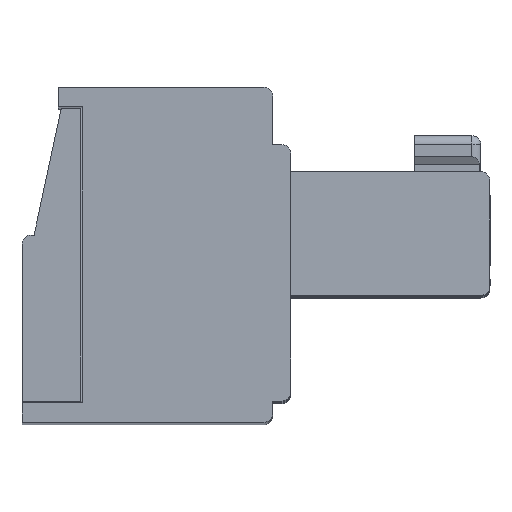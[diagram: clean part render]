
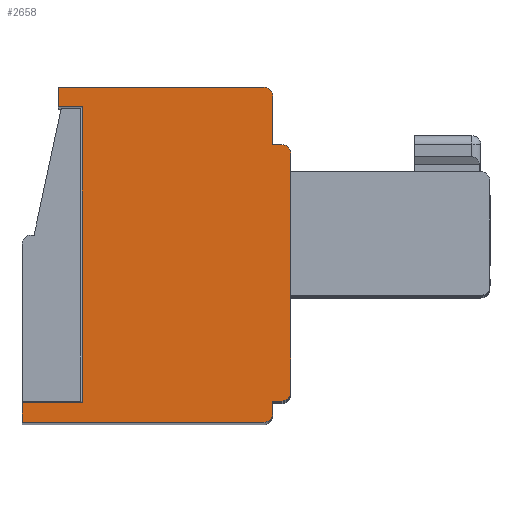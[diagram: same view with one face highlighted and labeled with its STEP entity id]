
A CAD part, top view. The second image highlights one B-rep face of the part: STEP entity #2658.
In plain terms, the highlighted planar face has unit normal (0, 0, 1).
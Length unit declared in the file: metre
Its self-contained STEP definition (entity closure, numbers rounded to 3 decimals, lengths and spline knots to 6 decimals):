
#2658=ADVANCED_FACE('',(#5532),#5533,.F.);
#5532=FACE_OUTER_BOUND('',#8494,.T.);
#5533=PLANE('',#8495);
#8494=EDGE_LOOP('',(#16449,#16450,#16451,#16452,#16453,#16454,#16455,#16456,#16457,#16458,#16459,#16460,#16461,#16462,#16463,#16464));
#8495=AXIS2_PLACEMENT_3D('',#16465,#16466,#16467);
#16449=ORIENTED_EDGE('',*,*,#17999,.F.);
#16450=ORIENTED_EDGE('',*,*,#18008,.T.);
#16451=ORIENTED_EDGE('',*,*,#18105,.T.);
#16452=ORIENTED_EDGE('',*,*,#18012,.T.);
#16453=ORIENTED_EDGE('',*,*,#18102,.T.);
#16454=ORIENTED_EDGE('',*,*,#18092,.T.);
#16455=ORIENTED_EDGE('',*,*,#20117,.T.);
#16456=ORIENTED_EDGE('',*,*,#20118,.T.);
#16457=ORIENTED_EDGE('',*,*,#20109,.F.);
#16458=ORIENTED_EDGE('',*,*,#20090,.T.);
#16459=ORIENTED_EDGE('',*,*,#20095,.T.);
#16460=ORIENTED_EDGE('',*,*,#18088,.T.);
#16461=ORIENTED_EDGE('',*,*,#20088,.T.);
#16462=ORIENTED_EDGE('',*,*,#17869,.T.);
#16463=ORIENTED_EDGE('',*,*,#17853,.T.);
#16464=ORIENTED_EDGE('',*,*,#17761,.T.);
#16465=CARTESIAN_POINT('',(0.013673,0.00851,0.041508));
#16466=DIRECTION('',(0.,0.,-1.0));
#16467=DIRECTION('',(0.0,-1.0,0.));
#17761=EDGE_CURVE('',#21444,#21442,#21445,.T.);
#17853=EDGE_CURVE('',#21626,#21444,#21627,.T.);
#17869=EDGE_CURVE('',#21656,#21626,#21657,.T.);
#17999=EDGE_CURVE('',#21910,#21442,#21913,.T.);
#18008=EDGE_CURVE('',#21910,#21924,#21926,.T.);
#18012=EDGE_CURVE('',#21932,#21929,#21933,.T.);
#18088=EDGE_CURVE('',#22078,#22076,#22079,.T.);
#18092=EDGE_CURVE('',#22086,#22084,#22087,.T.);
#18102=EDGE_CURVE('',#21929,#22086,#22104,.T.);
#18105=EDGE_CURVE('',#21924,#21932,#22107,.T.);
#20088=EDGE_CURVE('',#22076,#21656,#24758,.T.);
#20090=EDGE_CURVE('',#24760,#24761,#24762,.T.);
#20095=EDGE_CURVE('',#24761,#22078,#24769,.T.);
#20109=EDGE_CURVE('',#24760,#24787,#24788,.T.);
#20117=EDGE_CURVE('',#22084,#24800,#24801,.T.);
#20118=EDGE_CURVE('',#24800,#24787,#24802,.T.);
#21442=VERTEX_POINT('',#26983);
#21444=VERTEX_POINT('',#26986);
#21445=LINE('',#26987,#26988);
#21626=VERTEX_POINT('',#27259);
#21627=LINE('',#27260,#27261);
#21656=VERTEX_POINT('',#27292);
#21657=LINE('',#27293,#27294);
#21910=VERTEX_POINT('',#27659);
#21913=LINE('',#27663,#27664);
#21924=VERTEX_POINT('',#27681);
#21926=LINE('',#27684,#27685);
#21929=VERTEX_POINT('',#27689);
#21932=VERTEX_POINT('',#27693);
#21933=LINE('',#27694,#27695);
#22076=VERTEX_POINT('',#27897);
#22078=VERTEX_POINT('',#27900);
#22079=LINE('',#27901,#27902);
#22084=VERTEX_POINT('',#27909);
#22086=VERTEX_POINT('',#27912);
#22087=LINE('',#27913,#27914);
#22104=CIRCLE('',#27939,0.0003);
#22107=LINE('',#27942,#27943);
#24758=CIRCLE('',#31728,0.0003);
#24760=VERTEX_POINT('',#31730);
#24761=VERTEX_POINT('',#31731);
#24762=CIRCLE('',#31732,0.0003);
#24769=LINE('',#31741,#31742);
#24787=VERTEX_POINT('',#31767);
#24788=LINE('',#31768,#31769);
#24800=VERTEX_POINT('',#31786);
#24801=LINE('',#31787,#31788);
#24802=CIRCLE('',#31789,0.0003);
#26983=CARTESIAN_POINT('',(0.000473,0.01096,0.041508));
#26986=CARTESIAN_POINT('',(-0.000327,0.01096,0.041508));
#26987=CARTESIAN_POINT('',(0.013673,0.01096,0.041508));
#26988=VECTOR('',#32860,1.0);
#27259=CARTESIAN_POINT('',(-0.000327,0.01161,0.041508));
#27260=CARTESIAN_POINT('',(-0.000327,0.00851,0.041508));
#27261=VECTOR('',#32951,1.0);
#27292=CARTESIAN_POINT('',(0.006473,0.01161,0.041508));
#27293=CARTESIAN_POINT('',(0.013673,0.01161,0.041508));
#27294=VECTOR('',#32990,1.0);
#27659=CARTESIAN_POINT('',(0.000473,0.00116,0.041508));
#27663=CARTESIAN_POINT('',(0.000473,0.00116,0.041508));
#27664=VECTOR('',#33146,1.0);
#27681=CARTESIAN_POINT('',(-0.001527,0.00116,0.041508));
#27684=CARTESIAN_POINT('',(0.013673,0.00116,0.041508));
#27685=VECTOR('',#33154,1.0);
#27689=CARTESIAN_POINT('',(0.006473,0.00051,0.041508));
#27693=CARTESIAN_POINT('',(-0.001527,0.00051,0.041508));
#27694=CARTESIAN_POINT('',(0.013673,0.00051,0.041508));
#27695=VECTOR('',#33157,1.0);
#27897=CARTESIAN_POINT('',(0.006773,0.01131,0.041508));
#27900=CARTESIAN_POINT('',(0.006773,0.00971,0.041508));
#27901=CARTESIAN_POINT('',(0.006773,0.00851,0.041508));
#27902=VECTOR('',#33257,1.0);
#27909=CARTESIAN_POINT('',(0.006773,0.00121,0.041508));
#27912=CARTESIAN_POINT('',(0.006773,0.00081,0.041508));
#27913=CARTESIAN_POINT('',(0.006773,0.00851,0.041508));
#27914=VECTOR('',#33261,1.0);
#27939=AXIS2_PLACEMENT_3D('',#33270,#33271,#33272);
#27942=CARTESIAN_POINT('',(-0.001527,0.00851,0.041508));
#27943=VECTOR('',#33276,1.0);
#31728=AXIS2_PLACEMENT_3D('',#35100,#35101,#35102);
#31730=CARTESIAN_POINT('',(0.007373,0.00941,0.041508));
#31731=CARTESIAN_POINT('',(0.007073,0.00971,0.041508));
#31732=AXIS2_PLACEMENT_3D('',#35103,#35104,#35105);
#31741=CARTESIAN_POINT('',(0.006773,0.00971,0.041508));
#31742=VECTOR('',#35111,1.0);
#31767=CARTESIAN_POINT('',(0.007373,0.00151,0.041508));
#31768=CARTESIAN_POINT('',(0.007373,0.00941,0.041508));
#31769=VECTOR('',#35122,1.0);
#31786=CARTESIAN_POINT('',(0.007073,0.00121,0.041508));
#31787=CARTESIAN_POINT('',(0.013673,0.00121,0.041508));
#31788=VECTOR('',#35131,1.0);
#31789=AXIS2_PLACEMENT_3D('',#35132,#35133,#35134);
#32860=DIRECTION('',(1.0,0.,0.));
#32951=DIRECTION('',(0.,-1.0,0.));
#32990=DIRECTION('',(-1.0,0.,0.));
#33146=DIRECTION('',(0.,1.0,0.0));
#33154=DIRECTION('',(-1.0,0.,0.));
#33157=DIRECTION('',(1.0,0.,0.));
#33257=DIRECTION('',(0.,1.0,0.));
#33261=DIRECTION('',(0.,1.0,0.));
#33270=CARTESIAN_POINT('',(0.006473,0.00081,0.041508));
#33271=DIRECTION('',(0.,0.,1.0));
#33272=DIRECTION('',(-1.0,0.,0.));
#33276=DIRECTION('',(0.,-1.0,0.));
#35100=CARTESIAN_POINT('',(0.006473,0.01131,0.041508));
#35101=DIRECTION('',(0.,0.,1.0));
#35102=DIRECTION('',(-1.0,0.,0.));
#35103=CARTESIAN_POINT('',(0.007073,0.00941,0.041508));
#35104=DIRECTION('',(0.,0.,1.0));
#35105=DIRECTION('',(-1.0,0.0,0.));
#35111=DIRECTION('',(-1.0,0.,0.));
#35122=DIRECTION('',(0.,-1.0,0.0));
#35131=DIRECTION('',(1.0,0.,0.));
#35132=CARTESIAN_POINT('',(0.007073,0.00151,0.041508));
#35133=DIRECTION('',(0.,0.,1.0));
#35134=DIRECTION('',(-1.0,0.,0.));
